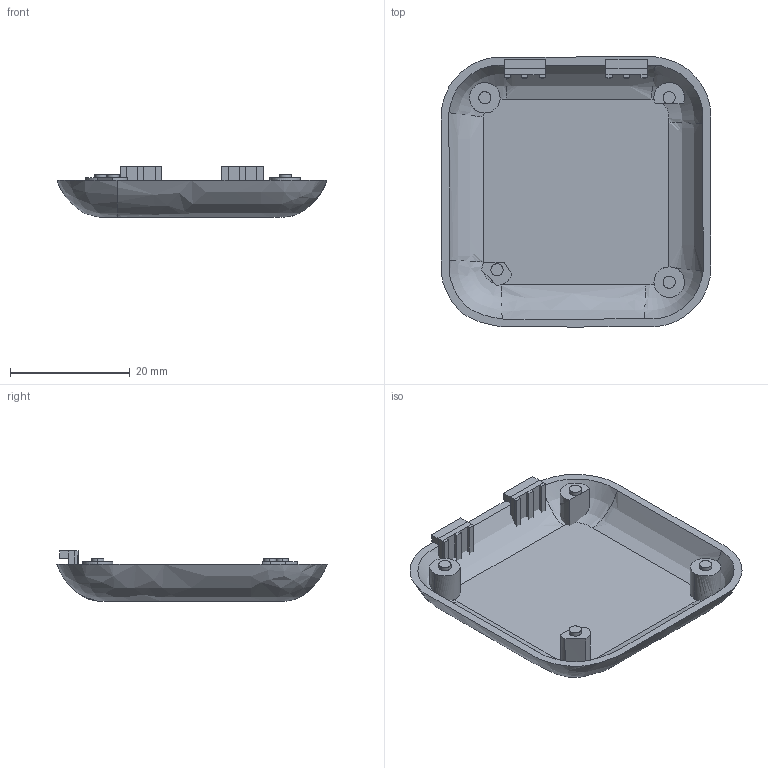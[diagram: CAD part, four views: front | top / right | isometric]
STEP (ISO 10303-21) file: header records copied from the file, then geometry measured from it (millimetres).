
FILE_DESCRIPTION(/* description */ (''),/* implementation_level */ '2;1');
FILE_NAME(/* name */ 'bottom',/* time_stamp */ '2015-03-13T14:57:21-07:00',/* author */ (''),/* organization */ (''),/* preprocessor_version */ 'ST-DEVELOPER v15',/* originating_system */ '',/* authorisation */ '');
FILE_SCHEMA (('AUTOMOTIVE_DESIGN'));
Length unit declared in the file: inch
Products named in the file (3): Document; Bottom lock; Bottom latch
Assembly tree (8 placements, depth 2):
  Document
    Bottom lock  x2
    Bottom latch  x6
Bounding box: 45.01 x 45.02 x 8.38 mm (x, y, z)
Volume: 3205.8 mm3; surface area: 5381 mm2
Topology: 11 solids, 11 shells, 106 faces, 223 edges, 138 vertices
Faces by surface type: bspline 69, plane 37
Entity records: 6095 total; most frequent: CARTESIAN_POINT 4821, ORIENTED_EDGE 324, EDGE_CURVE 162, B_SPLINE_CURVE_WITH_KNOTS 105, VERTEX_POINT 104, EDGE_LOOP 80, ADVANCED_FACE 79, FACE_OUTER_BOUND 79
